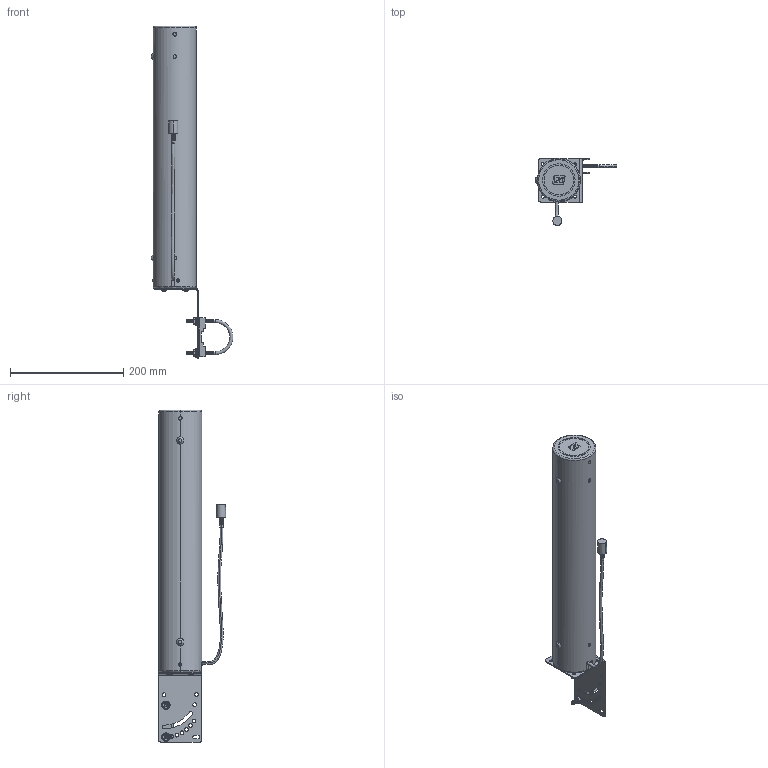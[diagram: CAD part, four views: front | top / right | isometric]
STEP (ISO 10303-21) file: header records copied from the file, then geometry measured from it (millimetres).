
FILE_DESCRIPTION (( 'STEP AP203' ), '1' );
FILE_NAME ('HG2415Y.STEP', '2011-05-11T14:44:51', ( 'x' ), ( 'Microsoft' ), 'SwSTEP 2.0', 'SolidWorks 2010', '' );
FILE_SCHEMA (( 'CONFIG_CONTROL_DESIGN' ));
Length unit declared in the file: inch
Products named in the file (15): Yagi-cap logo; Yagi Cap_disk; HEATSH-HEX_stepd_195White; HGX-PMT06; HGX-PMT07; HG2415Y; XF158-01; XF159-01; _U3_5; XF160-01; _U3_6; HG2415Y_DrainPlug; Yagi_12inch_coax195; 10-24x.5 PHP_MS; CONNECTOR REPRESENTATION
Assembly tree (20 placements, depth 3):
  HG2415Y
    10-24x.5 PHP_MS  x4
    XF158-01
    XF160-01
      _U3_6
    CONNECTOR REPRESENTATION
    HGX-PMT06
    HGX-PMT07
    XF159-01
      Yagi Cap_disk  x3
      _U3_5
      Yagi-cap logo
    HEATSH-HEX_stepd_195White
    HG2415Y_DrainPlug  x2
    Yagi_12inch_coax195
Bounding box: 144.32 x 119.1 x 585.72 mm (x, y, z)
Volume: 291835.3 mm3; surface area: 299042.3 mm2
Topology: 19 solids, 21 shells, 1144 faces, 2674 edges, 1578 vertices
Faces by surface type: cone 537, plane 331, cylinder 196, torus 66, bspline 8, sphere 6
Full cylindrical faces by diameter (mm): 72.136 x1
Entity records: 31582 total; most frequent: CARTESIAN_POINT 8334, DIRECTION 4643, ORIENTED_EDGE 4388, EDGE_CURVE 2196, AXIS2_PLACEMENT_3D 1759, VERTEX_POINT 1314, LINE 1125, VECTOR 1125
